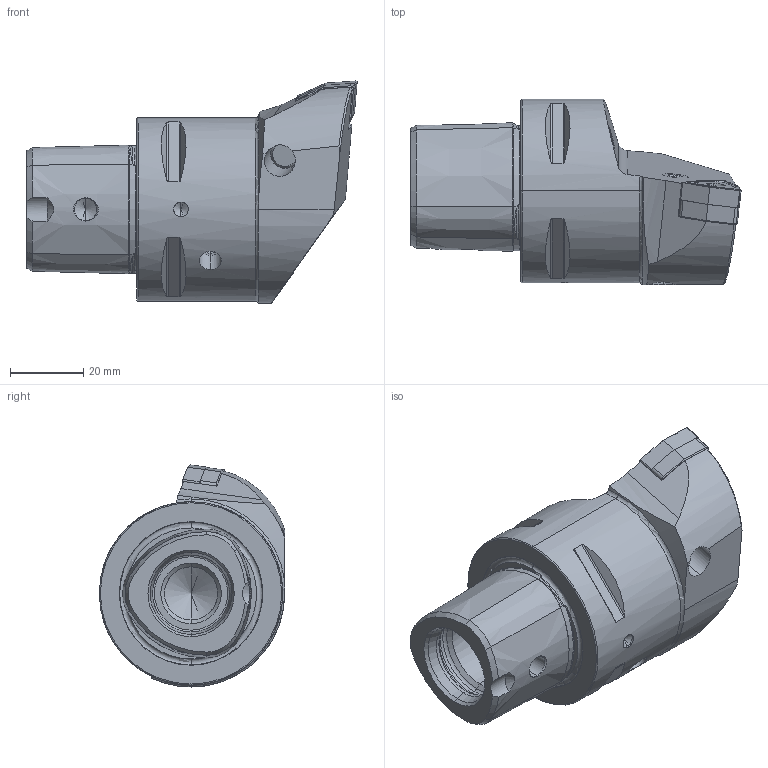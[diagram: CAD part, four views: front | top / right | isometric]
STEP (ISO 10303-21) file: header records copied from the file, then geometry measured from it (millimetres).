
FILE_DESCRIPTION (( 'STEP AP214' ), '1' );
FILE_NAME ('PS5.PWE.LLA.060.STEP', '2020-09-11T08:43:23', ( '' ), ( '' ), 'SwSTEP 2.0', 'SolidWorks 2017', '' );
FILE_SCHEMA (( 'AUTOMOTIVE_DESIGN' ));
Length unit declared in the file: millimetre
Products named in the file (8): WCD-ER1.101.000; PS5-PWE.LLA.060_A; WCD-ER4.101.017_A; KVT_MB_600_060; WWE-ER2.101.004_A; PS5.PWE.LLA.060; WNMG080404; WDF-ER3.101.000_A
Assembly tree (7 placements, depth 2):
  PS5.PWE.LLA.060
    PS5-PWE.LLA.060_A
    WWE-ER2.101.004_A
    WNMG080404
    WDF-ER3.101.000_A
    WCD-ER4.101.017_A
    WCD-ER1.101.000
    KVT_MB_600_060
Bounding box: 90 x 50.5 x 60.5 mm (x, y, z)
Volume: 99892.1 mm3; surface area: 22671.5 mm2
Topology: 8 solids, 8 shells, 360 faces, 870 edges, 519 vertices
Faces by surface type: cone 112, plane 101, cylinder 86, torus 40, bspline 19, sphere 2
Entity records: 11884 total; most frequent: CARTESIAN_POINT 3490, ORIENTED_EDGE 1698, DIRECTION 1656, EDGE_CURVE 849, AXIS2_PLACEMENT_3D 645, VERTEX_POINT 516, EDGE_LOOP 385, LINE 366
